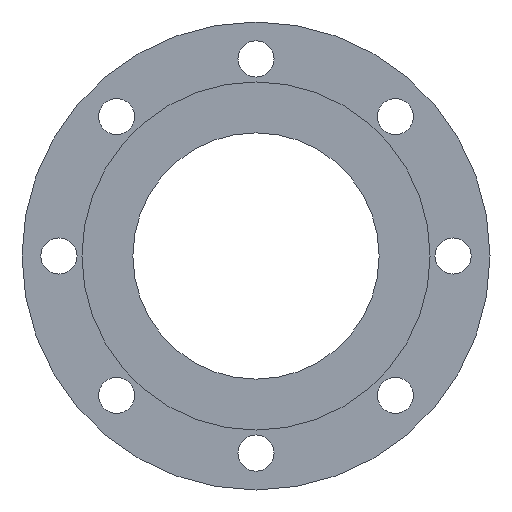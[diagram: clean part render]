
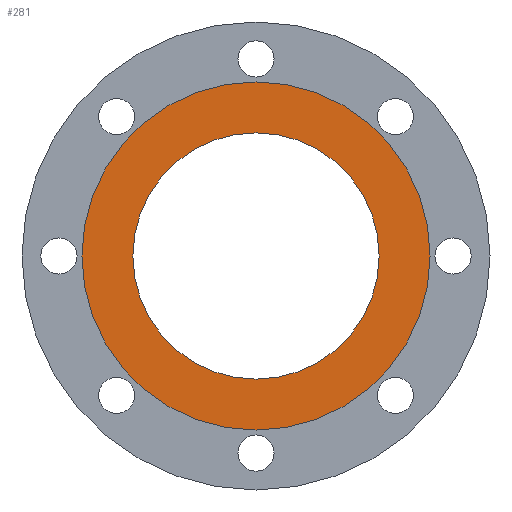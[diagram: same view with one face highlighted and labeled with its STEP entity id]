
A CAD part, front view. The second image highlights one B-rep face of the part: STEP entity #281.
In plain terms, the highlighted planar face has unit normal (0, -1, 0).
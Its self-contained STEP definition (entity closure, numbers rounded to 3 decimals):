
#3 = EDGE_CURVE ( 'NONE', #1083, #1075, #713, .T. ) ;
#19 = DIRECTION ( 'NONE',  ( 0., 1., 0. ) ) ;
#27 = DIRECTION ( 'NONE',  ( 0., 1., 0. ) ) ;
#86 = CIRCLE ( 'NONE', #617, 75. ) ;
#103 = ORIENTED_EDGE ( 'NONE', *, *, #3, .F. ) ;
#120 = AXIS2_PLACEMENT_3D ( 'NONE', #203, #646, #890 ) ;
#132 = EDGE_CURVE ( 'NONE', #630, #376, #592, .T. ) ;
#157 = FACE_BOUND ( 'NONE', #794, .T. ) ;
#158 = CARTESIAN_POINT ( 'NONE',  ( 0., 0., 75. ) ) ;
#161 = DIRECTION ( 'NONE',  ( 0., -1., 0. ) ) ;
#201 = DIRECTION ( 'NONE',  ( 0., 0., 1. ) ) ;
#203 = CARTESIAN_POINT ( 'NONE',  ( 0., 0., 0. ) ) ;
#219 = EDGE_LOOP ( 'NONE', ( #1051, #103 ) ) ;
#281 = ADVANCED_FACE ( 'NONE', ( #157, #578 ), #999, .T. ) ;
#324 = AXIS2_PLACEMENT_3D ( 'NONE', #1045, #19, #201 ) ;
#376 = VERTEX_POINT ( 'NONE', #923 ) ;
#380 = DIRECTION ( 'NONE',  ( 0., 0., 1. ) ) ;
#412 = EDGE_CURVE ( 'NONE', #1075, #1083, #780, .T. ) ;
#492 = DIRECTION ( 'NONE',  ( 0., 1., 0. ) ) ;
#519 = CARTESIAN_POINT ( 'NONE',  ( 0., 0., -106. ) ) ;
#578 = FACE_OUTER_BOUND ( 'NONE', #219, .T. ) ;
#592 = CIRCLE ( 'NONE', #120, 75. ) ;
#617 = AXIS2_PLACEMENT_3D ( 'NONE', #648, #492, #816 ) ;
#630 = VERTEX_POINT ( 'NONE', #158 ) ;
#646 = DIRECTION ( 'NONE',  ( 0., 1., 0. ) ) ;
#648 = CARTESIAN_POINT ( 'NONE',  ( 0., 0., 0. ) ) ;
#676 = AXIS2_PLACEMENT_3D ( 'NONE', #760, #27, #380 ) ;
#679 = CARTESIAN_POINT ( 'NONE',  ( 0., 0., 106. ) ) ;
#713 = CIRCLE ( 'NONE', #676, 106. ) ;
#746 = CARTESIAN_POINT ( 'NONE',  ( 0., 0., 75. ) ) ;
#760 = CARTESIAN_POINT ( 'NONE',  ( 0., 0., 0. ) ) ;
#776 = ORIENTED_EDGE ( 'NONE', *, *, #132, .T. ) ;
#780 = CIRCLE ( 'NONE', #324, 106. ) ;
#794 = EDGE_LOOP ( 'NONE', ( #776, #1044 ) ) ;
#816 = DIRECTION ( 'NONE',  ( 0., 0., 1. ) ) ;
#829 = EDGE_CURVE ( 'NONE', #376, #630, #86, .T. ) ;
#890 = DIRECTION ( 'NONE',  ( 0., 0., 1. ) ) ;
#923 = CARTESIAN_POINT ( 'NONE',  ( 0., 0., -75. ) ) ;
#938 = DIRECTION ( 'NONE',  ( 0., 0., -1. ) ) ;
#986 = AXIS2_PLACEMENT_3D ( 'NONE', #746, #161, #938 ) ;
#999 = PLANE ( 'NONE',  #986 ) ;
#1044 = ORIENTED_EDGE ( 'NONE', *, *, #829, .T. ) ;
#1045 = CARTESIAN_POINT ( 'NONE',  ( 0., 0., 0. ) ) ;
#1051 = ORIENTED_EDGE ( 'NONE', *, *, #412, .F. ) ;
#1075 = VERTEX_POINT ( 'NONE', #679 ) ;
#1083 = VERTEX_POINT ( 'NONE', #519 ) ;
